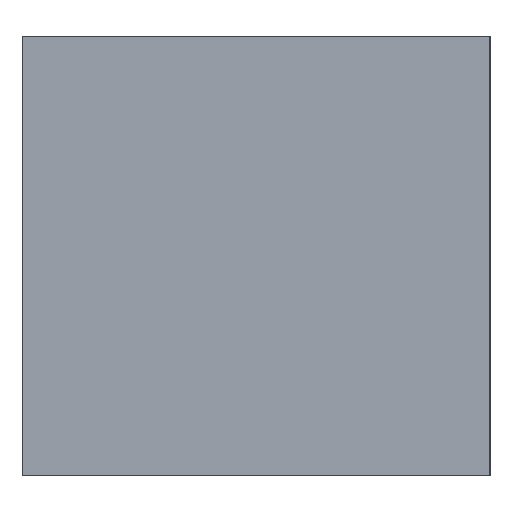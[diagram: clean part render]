
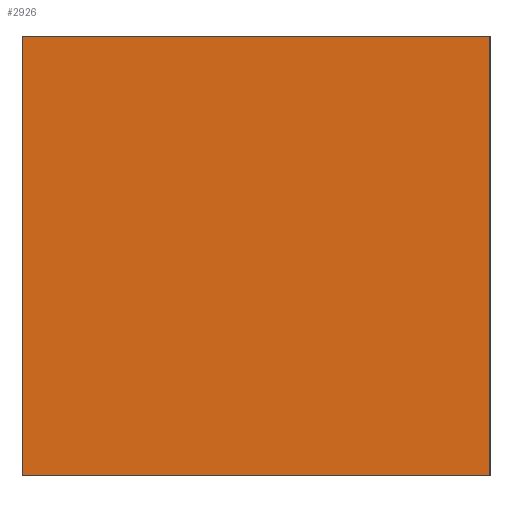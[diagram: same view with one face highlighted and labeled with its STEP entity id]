
A CAD part, left-side view. The second image highlights one B-rep face of the part: STEP entity #2926.
In plain terms, the highlighted planar face has unit normal (-1, 0, 0).
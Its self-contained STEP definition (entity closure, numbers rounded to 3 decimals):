
#79 = VERTEX_POINT ( 'NONE', #1037 ) ;
#160 = CARTESIAN_POINT ( 'NONE',  ( -87., -32., 30. ) ) ;
#193 = PLANE ( 'NONE',  #3081 ) ;
#465 = ORIENTED_EDGE ( 'NONE', *, *, #3207, .T. ) ;
#564 = VECTOR ( 'NONE', #2762, 1000. ) ;
#606 = DIRECTION ( 'NONE',  ( 0., -1., 0. ) ) ;
#663 = DIRECTION ( 'NONE',  ( 1., 0., 0. ) ) ;
#851 = LINE ( 'NONE', #2938, #564 ) ;
#896 = ORIENTED_EDGE ( 'NONE', *, *, #2222, .F. ) ;
#1037 = CARTESIAN_POINT ( 'NONE',  ( -87., 32., -30. ) ) ;
#1267 = CARTESIAN_POINT ( 'NONE',  ( -87., 32., 30. ) ) ;
#1370 = LINE ( 'NONE', #2981, #2991 ) ;
#1405 = CARTESIAN_POINT ( 'NONE',  ( -87., 32., 30. ) ) ;
#1484 = LINE ( 'NONE', #2297, #1977 ) ;
#1561 = VERTEX_POINT ( 'NONE', #160 ) ;
#1777 = CARTESIAN_POINT ( 'NONE',  ( -87., 32., 30. ) ) ;
#1868 = CARTESIAN_POINT ( 'NONE',  ( -87., -32., -30. ) ) ;
#1977 = VECTOR ( 'NONE', #2037, 1000. ) ;
#2037 = DIRECTION ( 'NONE',  ( 0., -1., 0. ) ) ;
#2050 = EDGE_LOOP ( 'NONE', ( #465, #3034, #896, #3094 ) ) ;
#2152 = VECTOR ( 'NONE', #3027, 1000. ) ;
#2222 = EDGE_CURVE ( 'NONE', #3230, #1561, #1484, .T. ) ;
#2297 = CARTESIAN_POINT ( 'NONE',  ( -87., 32., 30. ) ) ;
#2541 = FACE_OUTER_BOUND ( 'NONE', #2050, .T. ) ;
#2639 = EDGE_CURVE ( 'NONE', #1561, #3070, #851, .T. ) ;
#2762 = DIRECTION ( 'NONE',  ( 0., 0., -1. ) ) ;
#2846 = EDGE_CURVE ( 'NONE', #3230, #79, #3103, .T. ) ;
#2926 = ADVANCED_FACE ( 'NONE', ( #2541 ), #193, .F. ) ;
#2938 = CARTESIAN_POINT ( 'NONE',  ( -87., -32., 30. ) ) ;
#2981 = CARTESIAN_POINT ( 'NONE',  ( -87., 32., -30. ) ) ;
#2991 = VECTOR ( 'NONE', #606, 1000. ) ;
#3027 = DIRECTION ( 'NONE',  ( 0., 0., -1. ) ) ;
#3034 = ORIENTED_EDGE ( 'NONE', *, *, #2639, .F. ) ;
#3070 = VERTEX_POINT ( 'NONE', #1868 ) ;
#3081 = AXIS2_PLACEMENT_3D ( 'NONE', #1777, #663, #3268 ) ;
#3094 = ORIENTED_EDGE ( 'NONE', *, *, #2846, .T. ) ;
#3103 = LINE ( 'NONE', #1267, #2152 ) ;
#3207 = EDGE_CURVE ( 'NONE', #79, #3070, #1370, .T. ) ;
#3230 = VERTEX_POINT ( 'NONE', #1405 ) ;
#3268 = DIRECTION ( 'NONE',  ( 0., 0., -1. ) ) ;
